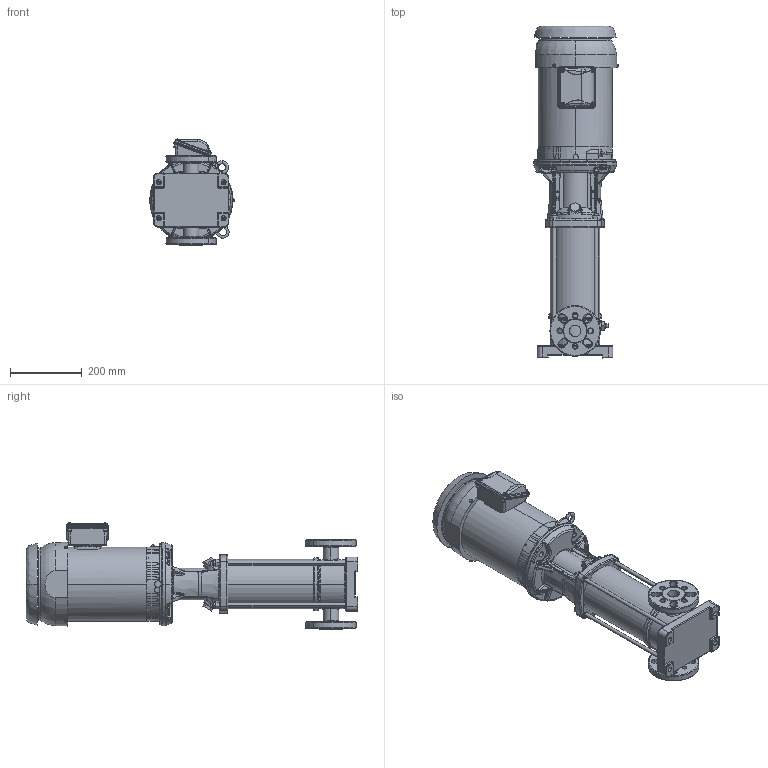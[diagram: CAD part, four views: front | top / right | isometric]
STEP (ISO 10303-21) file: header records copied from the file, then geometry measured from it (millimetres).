
FILE_DESCRIPTION (( 'STEP AP203' ), '1' );
FILE_NAME ('3303031 - MVI-15-15-3 HP-182TC-304-E-208-230_460~3.step', '2022-03-30T16:16:31', ( '' ), ( '' ), 'SwSTEP 2.0', 'SolidWorks 2021', '' );
FILE_SCHEMA (( 'CONFIG_CONTROL_DESIGN' ));
Length unit declared in the file: inch
Products named in the file (5): 3329243 - NEMA V2 3 HP 182_4TC 208-230_460~3 TEFC; sbi_n_3-15_flange(NEMA); MVI PEO - [304-EPDM]_3304031 - MVI-15-15-3 HP-182TC-304-E-S; TEFC MOTOR_3329243 - NEMA V2 3 HP 182_4TC 208-230_460~3 TEFC; 3303031 - MVI-15-15-3 HP-182TC-304-E-208-230_460~3
Assembly tree (4 placements, depth 3):
  3303031 - MVI-15-15-3 HP-182TC-304-E-208-230_460~3
    MVI PEO - [304-EPDM]_3304031 - MVI-15-15-3 HP-182TC-304-E-S
      sbi_n_3-15_flange(NEMA)
    TEFC MOTOR_3329243 - NEMA V2 3 HP 182_4TC 208-230_460~3 TEFC
      3329243 - NEMA V2 3 HP 182_4TC 208-230_460~3 TEFC
Bounding box: 234.83 x 921.94 x 295.29 mm (x, y, z)
Volume: 23534738.4 mm3; surface area: 1199436.7 mm2
Topology: 7 solids, 9 shells, 4164 faces, 10925 edges, 7038 vertices
Faces by surface type: plane 1778, cylinder 1643, bspline 580, cone 115, torus 48
Entity records: 181479 total; most frequent: CARTESIAN_POINT 82910, ORIENTED_EDGE 21766, DIRECTION 18675, EDGE_CURVE 10883, VERTEX_POINT 7035, AXIS2_PLACEMENT_3D 6574, VECTOR 5527, LINE 5527
